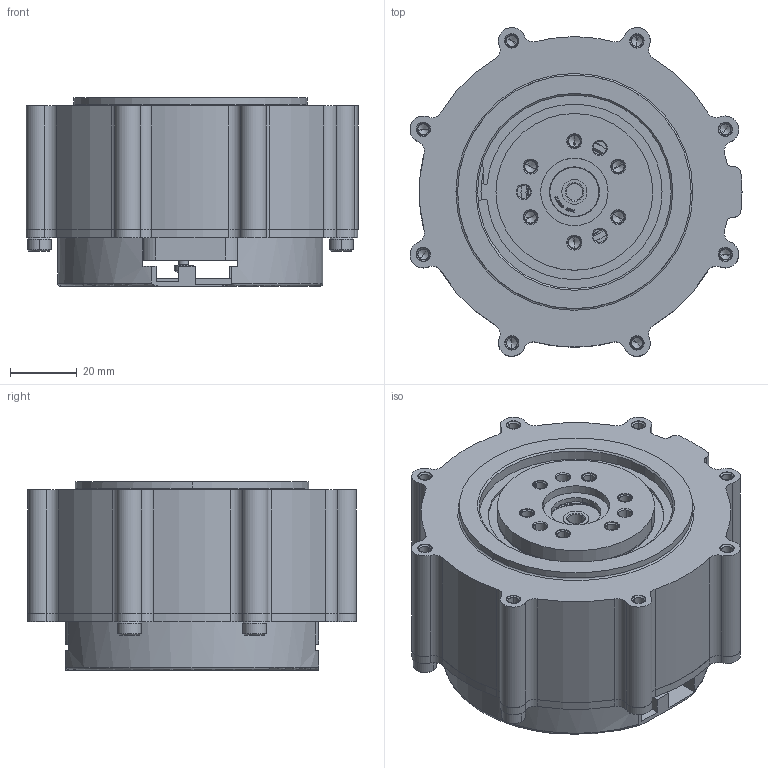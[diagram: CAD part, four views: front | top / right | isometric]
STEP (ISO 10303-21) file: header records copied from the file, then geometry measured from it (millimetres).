
FILE_DESCRIPTION((''),'2;1');
FILE_NAME('03_ASM','2025-08-20T15:19:20',('24723'),(''),'CREO PARAMETRIC BY PTC INC, 2022073','CREO PARAMETRIC BY PTC INC, 2022073','');
FILE_SCHEMA(('CONFIG_CONTROL_DESIGN'));
Products named in the file (35): 1_1_06_EB903-537_AF0_1; 1_1_06_EB903-534_ASM_1_ASM; 1_2_04_680902_1; 1_1_27_SK901-517_ASM_1_ASM; 1_1_27_SK901-516_ASM_1_ASM; 0001567256_1; 0001567320_1; 0001567323_1; 0001637662_1; 0001637713_1; 0001637716_1; 0001658239_1; 0001658240_1; 0001705498_1; 2_2_02_ST90-578_ASM_1_ASM; 1_1_06_EB903-536_ASM_1_ASM; 0001567828_1; 2_3_02_RT90-564_ASM_1_ASM; 1_2_04_635000_1; 1_3_03_000357_1; 1_1_02_EB901-558_1; 1_1_02_EB901-559_ASM_1_ASM; 1_2_06_000004_AF0_1; 1_2_04_690008_1; 1_1_31_QT-942_1; 1_2_05_140095_1; 1_2_04_694000_1; 1_1_11_MG80-S003_1; 1_2_05_000435_1; 1_1_06_EB903-538_1; 1_2_05_020108_1; 0001568398_1; 0001705646_1; 3_1_02_090_0073_ASM_1_ASM; 03_ASM
Assembly tree (43 placements, depth 5):
  03_ASM
    3_1_02_090_0073_ASM_1_ASM
      1_1_06_EB903-534_ASM_1_ASM
        1_1_06_EB903-537_AF0_1
      1_2_04_680902_1
      2_2_02_ST90-578_ASM_1_ASM
        1_1_27_SK901-516_ASM_1_ASM
          1_1_27_SK901-517_ASM_1_ASM
        0001567256_1
        0001567320_1
        0001567323_1
        0001637662_1
        0001637713_1
        0001637716_1
        0001658239_1
        0001658240_1
        0001705498_1
      2_3_02_RT90-564_ASM_1_ASM
        1_1_06_EB903-536_ASM_1_ASM
        0001567828_1
      1_2_04_635000_1
      1_3_03_000357_1
      1_1_02_EB901-559_ASM_1_ASM
        1_1_02_EB901-558_1
      1_2_06_000004_AF0_1
      1_2_04_690008_1
      1_1_31_QT-942_1
      1_2_05_140095_1  x4
      1_2_04_694000_1
      1_1_11_MG80-S003_1  x2
      1_2_05_000435_1  x3
      1_1_06_EB903-538_1
      1_2_05_020108_1  x4
      0001568398_1
      0001705646_1
Bounding box: 99.52 x 98.54 x 56.6 mm (x, y, z)
Volume: 119956.4 mm3; surface area: 99922.7 mm2
Topology: 23 solids, 62 shells, 1998 faces, 5595 edges, 3722 vertices
Faces by surface type: plane 878, cylinder 736, cone 224, torus 102, bspline 44, sphere 14
Entity records: 66295 total; most frequent: CARTESIAN_POINT 24030, DIRECTION 8954, ORIENTED_EDGE 8578, EDGE_CURVE 4357, AXIS2_PLACEMENT_3D 3172, VERTEX_POINT 2960, VECTOR 2610, LINE 2610
